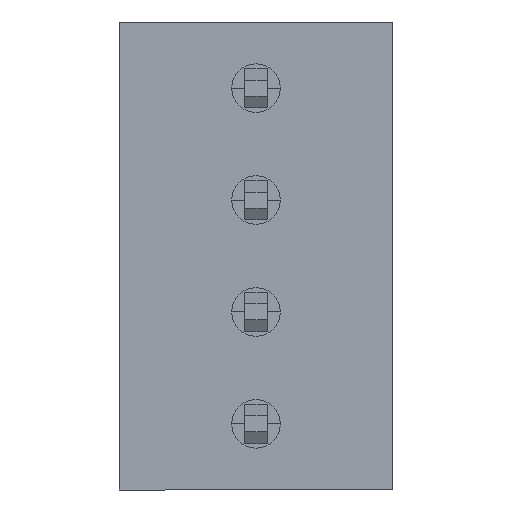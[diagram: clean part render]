
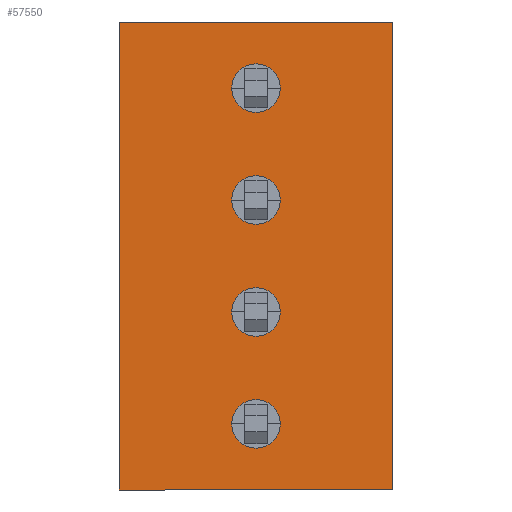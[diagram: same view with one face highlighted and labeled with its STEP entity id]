
A CAD part, front view. The second image highlights one B-rep face of the part: STEP entity #57550.
In plain terms, the highlighted planar face has unit normal (0, -1, 0).
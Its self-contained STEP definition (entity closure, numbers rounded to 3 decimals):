
#3280=CARTESIAN_POINT('',(-74.37,6.451
   ,-4.04));
#3290=DIRECTION('',(1.,0.,
   0.));
#3300=VECTOR('',#3290,1.);
#3310=LINE('',#3280,#3300);
#3320=CARTESIAN_POINT('',(-24.323,6.451
   ,-4.04));
#3330=VERTEX_POINT('',#3320);
#3340=CARTESIAN_POINT('',(-18.123,6.451
   ,-4.04));
#3350=VERTEX_POINT('',#3340);
#3360=EDGE_CURVE('',#3330,#3350,#3310,.T.);
#5310=CARTESIAN_POINT('',(-24.323,6.451
   ,6.58));
#5320=VERTEX_POINT('',#5310);
#5350=CARTESIAN_POINT('',(-24.323,6.451
   ,7.54));
#5360=DIRECTION('',(0.,0.,
   1.));
#5370=VECTOR('',#5360,1.);
#5380=LINE('',#5350,#5370);
#5390=EDGE_CURVE('',#3330,#5320,#5380,.T.);
#22800=CARTESIAN_POINT('',(-18.123,
   6.451,7.54));
#22810=DIRECTION('',(0.,0.,
   -1.));
#22820=VECTOR('',#22810,1.);
#22830=LINE('',#22800,#22820);
#22840=CARTESIAN_POINT('',(-18.123,
   6.451,6.58));
#22850=VERTEX_POINT('',#22840);
#22860=EDGE_CURVE('',#22850,#3350,#22830,.T.);
#25440=CARTESIAN_POINT('',(-21.773,
   6.451,0.));
#25450=VERTEX_POINT('',#25440);
#25630=CARTESIAN_POINT('',(-20.673,
   6.451,0.));
#25640=VERTEX_POINT('',#25630);
#25670=CARTESIAN_POINT('',(-21.223,
   6.451,0.));
#25680=DIRECTION('',(0.,-1.,
   0.));
#25690=DIRECTION('',(1.,0.,
   0.));
#25700=AXIS2_PLACEMENT_3D('',#25670,#25680,#25690);
#25710=CIRCLE('',#25700,0.55);
#25720=EDGE_CURVE('',#25450,#25640,#25710,.T.);
#32930=CARTESIAN_POINT('',(-20.673,
   6.451,-2.54));
#32940=VERTEX_POINT('',#32930);
#33080=CARTESIAN_POINT('',(-21.773,
   6.451,-2.54));
#33090=VERTEX_POINT('',#33080);
#33120=CARTESIAN_POINT('',(-21.223,
   6.451,-2.54));
#33130=DIRECTION('',(0.,-1.,
   0.));
#33140=DIRECTION('',(1.,0.,
   0.));
#33150=AXIS2_PLACEMENT_3D('',#33120,#33130,#33140);
#33160=CIRCLE('',#33150,0.55);
#33170=EDGE_CURVE('',#32940,#33090,#33160,.T.);
#55240=CARTESIAN_POINT('',(-20.673,
   6.451,2.54));
#55250=VERTEX_POINT('',#55240);
#55390=CARTESIAN_POINT('',(-21.773,
   6.451,2.54));
#55400=VERTEX_POINT('',#55390);
#55430=CARTESIAN_POINT('',(-21.223,
   6.451,2.54));
#55440=DIRECTION('',(0.,-1.,
   0.));
#55450=DIRECTION('',(1.,0.,
   0.));
#55460=AXIS2_PLACEMENT_3D('',#55430,#55440,#55450);
#55470=CIRCLE('',#55460,0.55);
#55480=EDGE_CURVE('',#55250,#55400,#55470,.T.);
#57090=CARTESIAN_POINT('',(-23.763,
   6.451,5.08));
#57100=DIRECTION('',(0.,-1.,
   0.));
#57110=DIRECTION('',(-1.,0.,
   0.));
#57120=AXIS2_PLACEMENT_3D('',#57090,#57100,#57110);
#57130=PLANE('',#57120);
#57140=CARTESIAN_POINT('',(-21.223,
   6.451,5.08));
#57150=DIRECTION('',(0.,-1.,
   0.));
#57160=DIRECTION('',(1.,0.,
   0.));
#57170=AXIS2_PLACEMENT_3D('',#57140,#57150,#57160);
#57180=CIRCLE('',#57170,0.55);
#57190=CARTESIAN_POINT('',(-21.773,
   6.451,5.08));
#57200=VERTEX_POINT('',#57190);
#57210=CARTESIAN_POINT('',(-20.673,
   6.451,5.08));
#57220=VERTEX_POINT('',#57210);
#57230=EDGE_CURVE('',#57200,#57220,#57180,.T.);
#57240=ORIENTED_EDGE('',*,*,#57230,.F.);
#57250=EDGE_CURVE('',#57220,#57200,#57180,.T.);
#57260=ORIENTED_EDGE('',*,*,#57250,.F.);
#57270=EDGE_LOOP('',(#57260,#57240));
#57280=FACE_BOUND('',#57270,.T.);
#57290=CARTESIAN_POINT('',(-74.37,
   6.451,6.58));
#57300=DIRECTION('',(1.,0.,
   0.));
#57310=VECTOR('',#57300,1.);
#57320=LINE('',#57290,#57310);
#57330=EDGE_CURVE('',#5320,#22850,#57320,.T.);
#57340=ORIENTED_EDGE('',*,*,#57330,.F.);
#57350=ORIENTED_EDGE('',*,*,#22860,.F.);
#57360=ORIENTED_EDGE('',*,*,#3360,.T.);
#57370=ORIENTED_EDGE('',*,*,#5390,.F.);
#57380=EDGE_LOOP('',(#57370,#57360,#57350,#57340));
#57390=FACE_OUTER_BOUND('',#57380,.T.);
#57400=EDGE_CURVE('',#25640,#25450,#25710,.T.);
#57410=ORIENTED_EDGE('',*,*,#57400,.F.);
#57420=ORIENTED_EDGE('',*,*,#25720,.F.);
#57430=EDGE_LOOP('',(#57420,#57410));
#57440=FACE_BOUND('',#57430,.T.);
#57450=EDGE_CURVE('',#33090,#32940,#33160,.T.);
#57460=ORIENTED_EDGE('',*,*,#57450,.F.);
#57470=ORIENTED_EDGE('',*,*,#33170,.F.);
#57480=EDGE_LOOP('',(#57470,#57460));
#57490=FACE_BOUND('',#57480,.T.);
#57500=EDGE_CURVE('',#55400,#55250,#55470,.T.);
#57510=ORIENTED_EDGE('',*,*,#57500,.F.);
#57520=ORIENTED_EDGE('',*,*,#55480,.F.);
#57530=EDGE_LOOP('',(#57520,#57510));
#57540=FACE_BOUND('',#57530,.T.);
#57550=ADVANCED_FACE('',(#57280,#57390,#57440,#57490,#57540),#57130,.T.)
   ;
